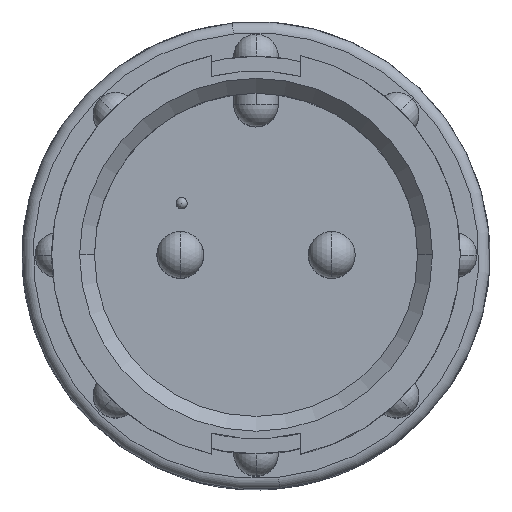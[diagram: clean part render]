
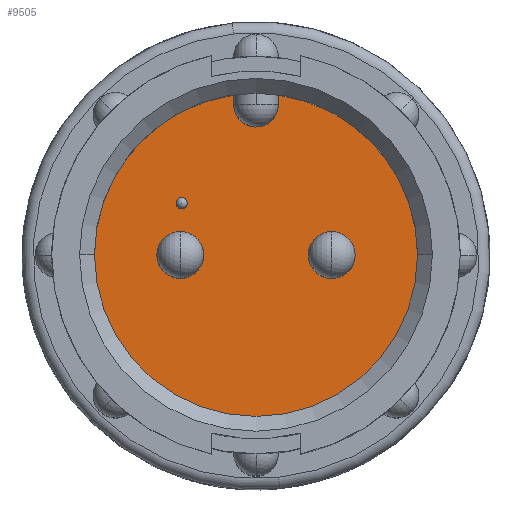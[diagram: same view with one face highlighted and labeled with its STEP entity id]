
A CAD part, top view. The second image highlights one B-rep face of the part: STEP entity #9505.
In plain terms, the highlighted planar face has unit normal (0, 0, 1).
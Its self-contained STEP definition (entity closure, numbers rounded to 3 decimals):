
#57 = ORIENTED_EDGE ( 'NONE', *, *, #10633, .F. ) ;
#104 = CIRCLE ( 'NONE', #14948, 0.8 ) ;
#262 = PLANE ( 'NONE',  #6542 ) ;
#361 = CIRCLE ( 'NONE', #5697, 0.8 ) ;
#567 = AXIS2_PLACEMENT_3D ( 'NONE', #6922, #13389, #14658 ) ;
#636 = VERTEX_POINT ( 'NONE', #12198 ) ;
#652 = CARTESIAN_POINT ( 'NONE',  ( 2.591, 0., -8.382 ) ) ;
#669 = EDGE_CURVE ( 'NONE', #5615, #13340, #2151, .T. ) ;
#882 = CARTESIAN_POINT ( 'NONE',  ( -0.762, 5.472, -8.382 ) ) ;
#1116 = CARTESIAN_POINT ( 'NONE',  ( 0.762, 5.472, -8.382 ) ) ;
#1126 = DIRECTION ( 'NONE',  ( 1., 0., 0. ) ) ;
#1159 = CIRCLE ( 'NONE', #14248, 0.8 ) ;
#1169 = ORIENTED_EDGE ( 'NONE', *, *, #12821, .F. ) ;
#1243 = EDGE_LOOP ( 'NONE', ( #11722, #9568, #15039, #13893, #5617, #4650 ) ) ;
#1939 = DIRECTION ( 'NONE',  ( 0., 0., 1. ) ) ;
#2094 = CARTESIAN_POINT ( 'NONE',  ( -5.524, 0., -8.382 ) ) ;
#2151 = CIRCLE ( 'NONE', #16488, 0.8 ) ;
#2569 = EDGE_CURVE ( 'NONE', #7420, #5848, #15221, .T. ) ;
#2679 = EDGE_LOOP ( 'NONE', ( #3816, #57 ) ) ;
#2874 = VERTEX_POINT ( 'NONE', #3672 ) ;
#3089 = EDGE_CURVE ( 'NONE', #6735, #13633, #13625, .T. ) ;
#3209 = DIRECTION ( 'NONE',  ( 1., 0., 0. ) ) ;
#3430 = ORIENTED_EDGE ( 'NONE', *, *, #11314, .F. ) ;
#3672 = CARTESIAN_POINT ( 'NONE',  ( -2.731, 1.778, -8.382 ) ) ;
#3677 = EDGE_LOOP ( 'NONE', ( #1169, #4469 ) ) ;
#3683 = VERTEX_POINT ( 'NONE', #4358 ) ;
#3695 = CARTESIAN_POINT ( 'NONE',  ( 0., 5.143, -8.382 ) ) ;
#3816 = ORIENTED_EDGE ( 'NONE', *, *, #7882, .F. ) ;
#4039 = ORIENTED_EDGE ( 'NONE', *, *, #669, .F. ) ;
#4121 = CIRCLE ( 'NONE', #6407, 0.762 ) ;
#4350 = CARTESIAN_POINT ( 'NONE',  ( 1.791, 0., -8.382 ) ) ;
#4358 = CARTESIAN_POINT ( 'NONE',  ( -2.349, 1.778, -8.382 ) ) ;
#4392 = EDGE_LOOP ( 'NONE', ( #4039, #3430 ) ) ;
#4469 = ORIENTED_EDGE ( 'NONE', *, *, #8204, .F. ) ;
#4542 = CARTESIAN_POINT ( 'NONE',  ( 0.762, 5.144, -8.382 ) ) ;
#4572 = VECTOR ( 'NONE', #13476, 1000. ) ;
#4632 = DIRECTION ( 'NONE',  ( 0., -1., 0. ) ) ;
#4650 = ORIENTED_EDGE ( 'NONE', *, *, #5471, .F. ) ;
#5183 = CARTESIAN_POINT ( 'NONE',  ( -3.391, 0.003, -8.382 ) ) ;
#5471 = EDGE_CURVE ( 'NONE', #5848, #636, #4121, .T. ) ;
#5615 = VERTEX_POINT ( 'NONE', #8092 ) ;
#5617 = ORIENTED_EDGE ( 'NONE', *, *, #16431, .F. ) ;
#5671 = CARTESIAN_POINT ( 'NONE',  ( -0.762, 5.143, -8.382 ) ) ;
#5697 = AXIS2_PLACEMENT_3D ( 'NONE', #652, #8313, #8490 ) ;
#5760 = FACE_BOUND ( 'NONE', #3677, .T. ) ;
#5848 = VERTEX_POINT ( 'NONE', #5671 ) ;
#5934 = AXIS2_PLACEMENT_3D ( 'NONE', #9548, #1939, #3209 ) ;
#6407 = AXIS2_PLACEMENT_3D ( 'NONE', #3695, #11262, #1126 ) ;
#6542 = AXIS2_PLACEMENT_3D ( 'NONE', #14099, #9163, #10465 ) ;
#6735 = VERTEX_POINT ( 'NONE', #11632 ) ;
#6922 = CARTESIAN_POINT ( 'NONE',  ( 0., 0., -8.382 ) ) ;
#7000 = DIRECTION ( 'NONE',  ( -1., 0., 0. ) ) ;
#7420 = VERTEX_POINT ( 'NONE', #882 ) ;
#7511 = CARTESIAN_POINT ( 'NONE',  ( 2.591, 0., -8.382 ) ) ;
#7690 = CIRCLE ( 'NONE', #12943, 0.191 ) ;
#7701 = DIRECTION ( 'NONE',  ( 1., 0., 0. ) ) ;
#7720 = CARTESIAN_POINT ( 'NONE',  ( -2.591, 0.003, -8.382 ) ) ;
#7882 = EDGE_CURVE ( 'NONE', #10080, #12827, #104, .T. ) ;
#7907 = CIRCLE ( 'NONE', #14995, 0.191 ) ;
#7967 = LINE ( 'NONE', #4542, #4572 ) ;
#7972 = DIRECTION ( 'NONE',  ( 1., 0., 0. ) ) ;
#8092 = CARTESIAN_POINT ( 'NONE',  ( 3.391, 0., -8.382 ) ) ;
#8204 = EDGE_CURVE ( 'NONE', #3683, #2874, #7690, .T. ) ;
#8313 = DIRECTION ( 'NONE',  ( 0., 0., 1. ) ) ;
#8490 = DIRECTION ( 'NONE',  ( 1., 0., 0. ) ) ;
#8908 = DIRECTION ( 'NONE',  ( 0., 0., 1. ) ) ;
#8950 = EDGE_CURVE ( 'NONE', #10374, #6735, #10931, .T. ) ;
#9085 = CARTESIAN_POINT ( 'NONE',  ( 0., 0., -8.382 ) ) ;
#9163 = DIRECTION ( 'NONE',  ( 0., 0., -1. ) ) ;
#9505 = ADVANCED_FACE ( 'NONE', ( #9934, #5760, #9534, #15529 ), #262, .F. ) ;
#9534 = FACE_BOUND ( 'NONE', #2679, .T. ) ;
#9548 = CARTESIAN_POINT ( 'NONE',  ( 0., 0., -8.382 ) ) ;
#9568 = ORIENTED_EDGE ( 'NONE', *, *, #10683, .T. ) ;
#9934 = FACE_OUTER_BOUND ( 'NONE', #1243, .T. ) ;
#10080 = VERTEX_POINT ( 'NONE', #10731 ) ;
#10196 = DIRECTION ( 'NONE',  ( -1., 0., 0. ) ) ;
#10374 = VERTEX_POINT ( 'NONE', #2094 ) ;
#10465 = DIRECTION ( 'NONE',  ( -1., 0., 0. ) ) ;
#10511 = AXIS2_PLACEMENT_3D ( 'NONE', #9085, #11662, #7972 ) ;
#10633 = EDGE_CURVE ( 'NONE', #12827, #10080, #1159, .T. ) ;
#10683 = EDGE_CURVE ( 'NONE', #7420, #10374, #11731, .T. ) ;
#10731 = CARTESIAN_POINT ( 'NONE',  ( -1.791, 0.003, -8.382 ) ) ;
#10931 = CIRCLE ( 'NONE', #567, 5.524 ) ;
#11230 = VECTOR ( 'NONE', #4632, 1000. ) ;
#11262 = DIRECTION ( 'NONE',  ( 0., 0., 1. ) ) ;
#11314 = EDGE_CURVE ( 'NONE', #13340, #5615, #361, .T. ) ;
#11420 = DIRECTION ( 'NONE',  ( 0., 0., 1. ) ) ;
#11479 = CARTESIAN_POINT ( 'NONE',  ( -2.54, 1.778, -8.382 ) ) ;
#11632 = CARTESIAN_POINT ( 'NONE',  ( 5.524, 0., -8.382 ) ) ;
#11662 = DIRECTION ( 'NONE',  ( 0., 0., 1. ) ) ;
#11722 = ORIENTED_EDGE ( 'NONE', *, *, #2569, .F. ) ;
#11731 = CIRCLE ( 'NONE', #10511, 5.524 ) ;
#12198 = CARTESIAN_POINT ( 'NONE',  ( 0.762, 5.144, -8.382 ) ) ;
#12246 = CARTESIAN_POINT ( 'NONE',  ( -2.54, 1.778, -8.382 ) ) ;
#12585 = DIRECTION ( 'NONE',  ( 1., 0., 0. ) ) ;
#12821 = EDGE_CURVE ( 'NONE', #2874, #3683, #7907, .T. ) ;
#12827 = VERTEX_POINT ( 'NONE', #5183 ) ;
#12943 = AXIS2_PLACEMENT_3D ( 'NONE', #12246, #13418, #7000 ) ;
#13340 = VERTEX_POINT ( 'NONE', #4350 ) ;
#13389 = DIRECTION ( 'NONE',  ( 0., 0., 1. ) ) ;
#13418 = DIRECTION ( 'NONE',  ( 0., 0., 1. ) ) ;
#13476 = DIRECTION ( 'NONE',  ( 0., 1., 0. ) ) ;
#13625 = CIRCLE ( 'NONE', #5934, 5.524 ) ;
#13633 = VERTEX_POINT ( 'NONE', #1116 ) ;
#13810 = DIRECTION ( 'NONE',  ( 0., 0., 1. ) ) ;
#13820 = CARTESIAN_POINT ( 'NONE',  ( -2.591, 0.003, -8.382 ) ) ;
#13893 = ORIENTED_EDGE ( 'NONE', *, *, #3089, .T. ) ;
#13899 = DIRECTION ( 'NONE',  ( 1., 0., 0. ) ) ;
#14099 = CARTESIAN_POINT ( 'NONE',  ( 0., 0., -8.382 ) ) ;
#14248 = AXIS2_PLACEMENT_3D ( 'NONE', #7720, #15229, #13899 ) ;
#14658 = DIRECTION ( 'NONE',  ( 1., 0., 0. ) ) ;
#14722 = CARTESIAN_POINT ( 'NONE',  ( -0.762, 5.144, -8.382 ) ) ;
#14948 = AXIS2_PLACEMENT_3D ( 'NONE', #13820, #8908, #7701 ) ;
#14995 = AXIS2_PLACEMENT_3D ( 'NONE', #11479, #11420, #10196 ) ;
#15039 = ORIENTED_EDGE ( 'NONE', *, *, #8950, .T. ) ;
#15221 = LINE ( 'NONE', #14722, #11230 ) ;
#15229 = DIRECTION ( 'NONE',  ( 0., 0., 1. ) ) ;
#15529 = FACE_BOUND ( 'NONE', #4392, .T. ) ;
#16431 = EDGE_CURVE ( 'NONE', #636, #13633, #7967, .T. ) ;
#16488 = AXIS2_PLACEMENT_3D ( 'NONE', #7511, #13810, #12585 ) ;
